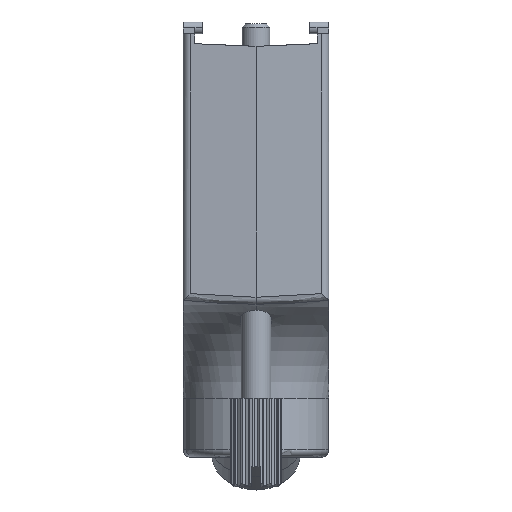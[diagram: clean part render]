
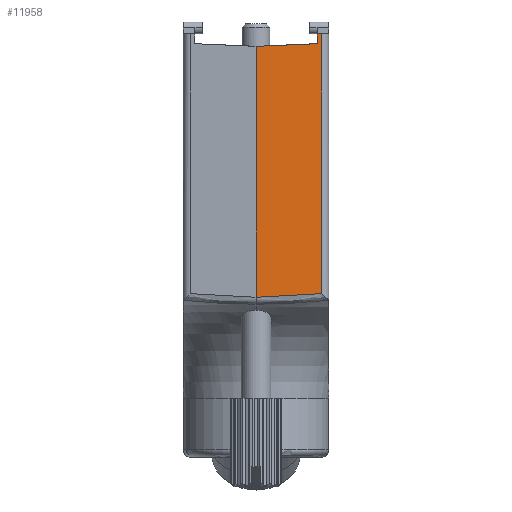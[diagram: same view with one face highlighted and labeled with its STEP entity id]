
A CAD part, left-side view. The second image highlights one B-rep face of the part: STEP entity #11958.
In plain terms, the highlighted planar face has unit normal (-0.999, -0.044, 0).
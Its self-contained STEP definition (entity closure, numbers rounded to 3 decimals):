
#360 = VECTOR ( 'NONE', #6618, 1000. ) ;
#489 = EDGE_CURVE ( 'NONE', #3606, #21869, #24381, .T. ) ;
#3085 = CARTESIAN_POINT ( 'NONE',  ( -20.15, 0., -1.2 ) ) ;
#3161 = EDGE_CURVE ( 'NONE', #22372, #3918, #21587, .T. ) ;
#3227 = DIRECTION ( 'NONE',  ( 0., 0., 1. ) ) ;
#3606 = VERTEX_POINT ( 'NONE', #25430 ) ;
#3918 = VERTEX_POINT ( 'NONE', #8954 ) ;
#4065 = LINE ( 'NONE', #26221, #18247 ) ;
#4079 = CARTESIAN_POINT ( 'NONE',  ( -20.053, -2.232, -27.944 ) ) ;
#4227 = CARTESIAN_POINT ( 'NONE',  ( -20.15, 0., -27.958 ) ) ;
#5161 = ORIENTED_EDGE ( 'NONE', *, *, #26220, .F. ) ;
#6618 = DIRECTION ( 'NONE',  ( 0., 0., 1. ) ) ;
#6702 = CARTESIAN_POINT ( 'NONE',  ( -19.955, -4.46, -27.802 ) ) ;
#6822 = CARTESIAN_POINT ( 'NONE',  ( -19.858, -6.683, -1.2 ) ) ;
#7015 = PLANE ( 'NONE',  #17550 ) ;
#7074 = VERTEX_POINT ( 'NONE', #6822 ) ;
#7763 = DIRECTION ( 'NONE',  ( 0., 0., 1. ) ) ;
#7924 = ORIENTED_EDGE ( 'NONE', *, *, #489, .F. ) ;
#8508 = VECTOR ( 'NONE', #7763, 1000. ) ;
#8621 = DIRECTION ( 'NONE',  ( -0.999, -0.044, 0. ) ) ;
#8905 = FACE_OUTER_BOUND ( 'NONE', #26358, .T. ) ;
#8954 = CARTESIAN_POINT ( 'NONE',  ( -19.858, -6.683, -27.594 ) ) ;
#11256 = VECTOR ( 'NONE', #22505, 1000. ) ;
#11958 = ADVANCED_FACE ( 'NONE', ( #8905 ), #7015, .T. ) ;
#12593 = CARTESIAN_POINT ( 'NONE',  ( -19.879, -6.2, -1.2 ) ) ;
#13552 = CARTESIAN_POINT ( 'NONE',  ( -20.15, 0., -21. ) ) ;
#15713 = CARTESIAN_POINT ( 'NONE',  ( -19.907, -5.571, -27.696 ) ) ;
#15811 = LINE ( 'NONE', #24984, #11256 ) ;
#16111 = CARTESIAN_POINT ( 'NONE',  ( -20.15, 0., -2.471 ) ) ;
#17277 = ORIENTED_EDGE ( 'NONE', *, *, #22118, .F. ) ;
#17550 = AXIS2_PLACEMENT_3D ( 'NONE', #13552, #8621, #22432 ) ;
#17680 = CARTESIAN_POINT ( 'NONE',  ( -19.879, -6.2, -21. ) ) ;
#18247 = VECTOR ( 'NONE', #3227, 1000. ) ;
#18624 = EDGE_CURVE ( 'NONE', #22372, #25090, #27722, .T. ) ;
#18814 = CARTESIAN_POINT ( 'NONE',  ( -20.15, 0., -21. ) ) ;
#21587 = B_SPLINE_CURVE_WITH_KNOTS ( 'NONE', 3,
 ( #4227, #24038, #4079, #6702, #15713, #21697 ),
 .UNSPECIFIED., .F., .F.,
 ( 4, 2, 4 ),
 ( 0., 0.003, 0.007 ),
 .UNSPECIFIED. ) ;
#21697 = CARTESIAN_POINT ( 'NONE',  ( -19.858, -6.683, -27.594 ) ) ;
#21869 = VERTEX_POINT ( 'NONE', #12593 ) ;
#22118 = EDGE_CURVE ( 'NONE', #21869, #7074, #22742, .T. ) ;
#22177 = EDGE_CURVE ( 'NONE', #3918, #7074, #4065, .T. ) ;
#22372 = VERTEX_POINT ( 'NONE', #22673 ) ;
#22432 = DIRECTION ( 'NONE',  ( 0.044, -0.999, 0. ) ) ;
#22505 = DIRECTION ( 'NONE',  ( 0.044, -0.998, 0.044 ) ) ;
#22673 = CARTESIAN_POINT ( 'NONE',  ( -20.15, 0., -27.958 ) ) ;
#22742 = LINE ( 'NONE', #3085, #27564 ) ;
#24038 = CARTESIAN_POINT ( 'NONE',  ( -20.101, -1.117, -27.977 ) ) ;
#24381 = LINE ( 'NONE', #17680, #360 ) ;
#24660 = ORIENTED_EDGE ( 'NONE', *, *, #3161, .T. ) ;
#24984 = CARTESIAN_POINT ( 'NONE',  ( -20.185, 0.806, -2.506 ) ) ;
#25090 = VERTEX_POINT ( 'NONE', #16111 ) ;
#25230 = DIRECTION ( 'NONE',  ( 0.044, -0.999, 0. ) ) ;
#25430 = CARTESIAN_POINT ( 'NONE',  ( -19.879, -6.2, -2.2 ) ) ;
#26220 = EDGE_CURVE ( 'NONE', #25090, #3606, #15811, .T. ) ;
#26221 = CARTESIAN_POINT ( 'NONE',  ( -19.858, -6.683, -21. ) ) ;
#26358 = EDGE_LOOP ( 'NONE', ( #27649, #24660, #26774, #17277, #7924, #5161 ) ) ;
#26774 = ORIENTED_EDGE ( 'NONE', *, *, #22177, .T. ) ;
#27564 = VECTOR ( 'NONE', #25230, 1000. ) ;
#27649 = ORIENTED_EDGE ( 'NONE', *, *, #18624, .F. ) ;
#27722 = LINE ( 'NONE', #18814, #8508 ) ;
